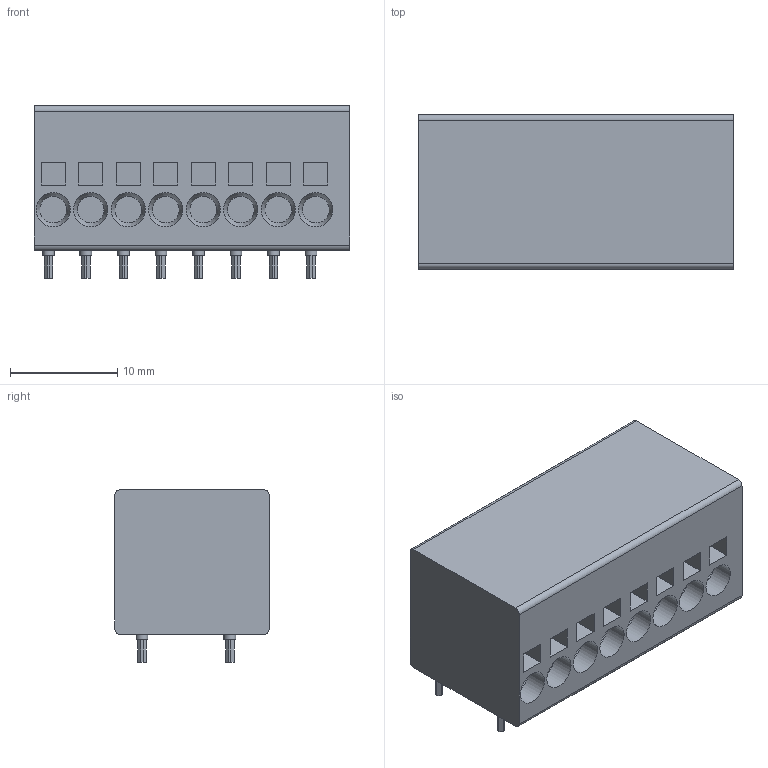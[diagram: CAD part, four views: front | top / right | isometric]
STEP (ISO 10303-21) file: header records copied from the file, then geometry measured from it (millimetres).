
FILE_DESCRIPTION(/* description */ ('model of PhoenixContact_SPT_1.5_8-H-3.5_1x08_P3.5mm_Horizontal'),/* implementation_level */ '2;1');
FILE_NAME(/* name */ 'PhoenixContact_SPT_1.5_8-H-3.5_1x08_P3.5mm_Horizontal.step',/* time_stamp */ '2023-01-30T13:56:23',/* author */ ('KiCAD','kicad'),/* organization */ ('OCCT'),/* preprocessor_version */ '',/* originating_system */ 'KiCAD',/* authorisation */ '');
FILE_SCHEMA(('AUTOMOTIVE_DESIGN { 1 0 10303 214 1 1 1 1 }'));
Length unit declared in the file: millimetre
Products named in the file (7): CQ assembly; 7eb15476-a09d-11ed-8f45-a0cec80452fd; 7eb15476-a09d-11ed-8f45-a0cec80452fd_part; 7eb158f4-a09d-11ed-8f45-a0cec80452fd; 7eb158f4-a09d-11ed-8f45-a0cec80452fd_part; 7eb15bc4-a09d-11ed-8f45-a0cec80452fd; 7eb15bc4-a09d-11ed-8f45-a0cec80452fd_part
Assembly tree (6 placements, depth 4):
  CQ assembly
    7eb15476-a09d-11ed-8f45-a0cec80452fd
      7eb15476-a09d-11ed-8f45-a0cec80452fd_part
      7eb158f4-a09d-11ed-8f45-a0cec80452fd
        7eb158f4-a09d-11ed-8f45-a0cec80452fd_part
      7eb15bc4-a09d-11ed-8f45-a0cec80452fd
        7eb15bc4-a09d-11ed-8f45-a0cec80452fd_part
Bounding box: 29.4 x 14.4 x 16.1 mm (x, y, z)
Volume: 5437.4 mm3; surface area: 2567.4 mm2
Topology: 17 solids, 17 shells, 266 faces, 592 edges, 392 vertices
Faces by surface type: plane 230, cylinder 28, cone 8
Full cylindrical faces by diameter (mm): 1.1 x16, 3.2 x8
Entity records: 7465 total; most frequent: CARTESIAN_POINT 1257, DIRECTION 1202, ORIENTED_EDGE 1184, EDGE_CURVE 592, LINE 528, VECTOR 528, VERTEX_POINT 392, AXIS2_PLACEMENT_3D 337
